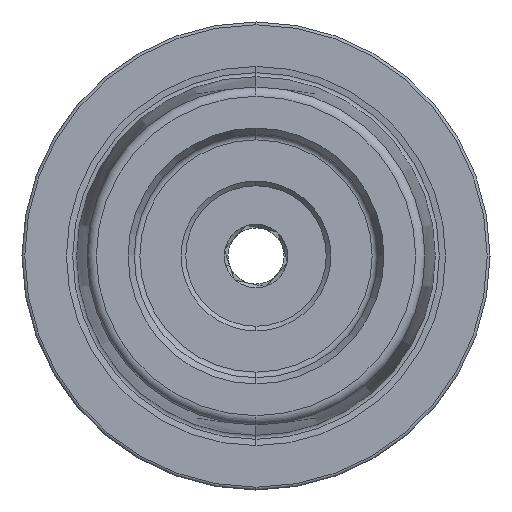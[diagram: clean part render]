
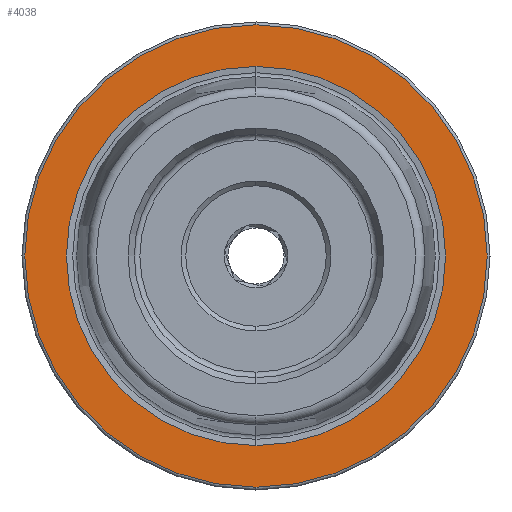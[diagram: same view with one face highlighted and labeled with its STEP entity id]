
A CAD part, left-side view. The second image highlights one B-rep face of the part: STEP entity #4038.
In plain terms, the highlighted planar face has unit normal (-1, 0, 0).
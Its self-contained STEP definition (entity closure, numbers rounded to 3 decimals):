
#585 = FACE_BOUND ( 'NONE', #3053, .T. ) ;
#644 = EDGE_CURVE ( 'NONE', #1644, #2650, #4408, .T. ) ;
#776 = CARTESIAN_POINT ( 'NONE',  ( 0., 0., 20.258 ) ) ;
#885 = EDGE_LOOP ( 'NONE', ( #3742, #5377 ) ) ;
#934 = PLANE ( 'NONE',  #3279 ) ;
#1211 = CARTESIAN_POINT ( 'NONE',  ( 0., 0., 0. ) ) ;
#1517 = DIRECTION ( 'NONE',  ( 0., 0., -1. ) ) ;
#1526 = CARTESIAN_POINT ( 'NONE',  ( 0., 0., 24.7 ) ) ;
#1610 = VERTEX_POINT ( 'NONE', #1526 ) ;
#1644 = VERTEX_POINT ( 'NONE', #2318 ) ;
#1682 = CARTESIAN_POINT ( 'NONE',  ( 0., 0., 0. ) ) ;
#1742 = CIRCLE ( 'NONE', #4452, 24.7 ) ;
#1794 = DIRECTION ( 'NONE',  ( 0., 0., 1. ) ) ;
#2261 = DIRECTION ( 'NONE',  ( 0., 0., 1. ) ) ;
#2318 = CARTESIAN_POINT ( 'NONE',  ( 0., 0., -20.258 ) ) ;
#2422 = CARTESIAN_POINT ( 'NONE',  ( 0., 0., 0. ) ) ;
#2559 = EDGE_CURVE ( 'NONE', #1610, #4127, #5337, .T. ) ;
#2650 = VERTEX_POINT ( 'NONE', #776 ) ;
#2735 = AXIS2_PLACEMENT_3D ( 'NONE', #6106, #5900, #3163 ) ;
#2990 = DIRECTION ( 'NONE',  ( 0., 0., 1. ) ) ;
#3016 = ORIENTED_EDGE ( 'NONE', *, *, #644, .F. ) ;
#3053 = EDGE_LOOP ( 'NONE', ( #4154, #3016 ) ) ;
#3163 = DIRECTION ( 'NONE',  ( 0., 0., 1. ) ) ;
#3213 = CARTESIAN_POINT ( 'NONE',  ( 0., 24.7, 0. ) ) ;
#3279 = AXIS2_PLACEMENT_3D ( 'NONE', #3213, #4890, #1517 ) ;
#3742 = ORIENTED_EDGE ( 'NONE', *, *, #2559, .T. ) ;
#4038 = ADVANCED_FACE ( 'NONE', ( #585, #6179 ), #934, .F. ) ;
#4127 = VERTEX_POINT ( 'NONE', #5471 ) ;
#4154 = ORIENTED_EDGE ( 'NONE', *, *, #6771, .F. ) ;
#4247 = CIRCLE ( 'NONE', #5536, 20.258 ) ;
#4408 = CIRCLE ( 'NONE', #2735, 20.258 ) ;
#4452 = AXIS2_PLACEMENT_3D ( 'NONE', #1211, #5147, #1794 ) ;
#4890 = DIRECTION ( 'NONE',  ( 1., 0., 0. ) ) ;
#5147 = DIRECTION ( 'NONE',  ( -1., 0., 0. ) ) ;
#5337 = CIRCLE ( 'NONE', #5946, 24.7 ) ;
#5377 = ORIENTED_EDGE ( 'NONE', *, *, #5443, .T. ) ;
#5443 = EDGE_CURVE ( 'NONE', #4127, #1610, #1742, .T. ) ;
#5471 = CARTESIAN_POINT ( 'NONE',  ( 0., 0., -24.7 ) ) ;
#5536 = AXIS2_PLACEMENT_3D ( 'NONE', #1682, #5592, #2261 ) ;
#5592 = DIRECTION ( 'NONE',  ( -1., 0., 0. ) ) ;
#5900 = DIRECTION ( 'NONE',  ( -1., 0., 0. ) ) ;
#5946 = AXIS2_PLACEMENT_3D ( 'NONE', #2422, #6298, #2990 ) ;
#6106 = CARTESIAN_POINT ( 'NONE',  ( 0., 0., 0. ) ) ;
#6179 = FACE_OUTER_BOUND ( 'NONE', #885, .T. ) ;
#6298 = DIRECTION ( 'NONE',  ( -1., 0., 0. ) ) ;
#6771 = EDGE_CURVE ( 'NONE', #2650, #1644, #4247, .T. ) ;
